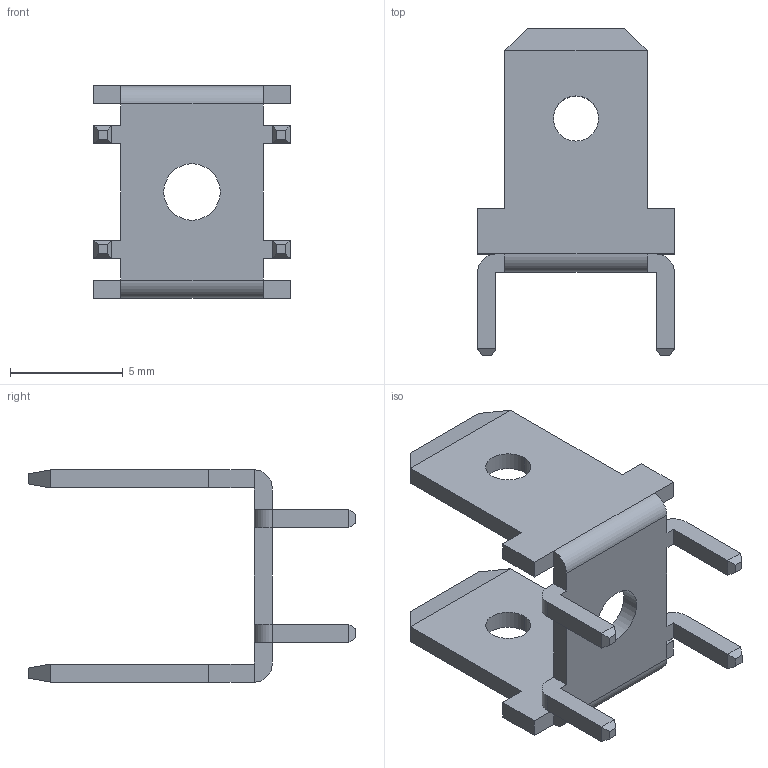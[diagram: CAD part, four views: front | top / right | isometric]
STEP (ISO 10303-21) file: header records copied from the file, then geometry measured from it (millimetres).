
FILE_DESCRIPTION (( 'STEP AP214' ), '1' );
FILE_NAME ('konektor PCU250.STEP', '2021-11-29T20:19:05', ( '' ), ( '' ), 'SwSTEP 2.0', 'SolidWorks 2020', '' );
FILE_SCHEMA (( 'AUTOMOTIVE_DESIGN' ));
Length unit declared in the file: millimetre
Products named in the file (1): konektor PCU250
Bounding box: 8.7 x 14.5 x 9.4 mm (x, y, z)
Volume: 153.6 mm3; surface area: 492.2 mm2
Topology: 1 solids, 1 shells, 86 faces, 220 edges, 136 vertices
Faces by surface type: plane 74, cylinder 12
Entity records: 2578 total; most frequent: CARTESIAN_POINT 443, ORIENTED_EDGE 440, DIRECTION 418, EDGE_CURVE 220, VECTOR 196, LINE 196, VERTEX_POINT 136, AXIS2_PLACEMENT_3D 111
